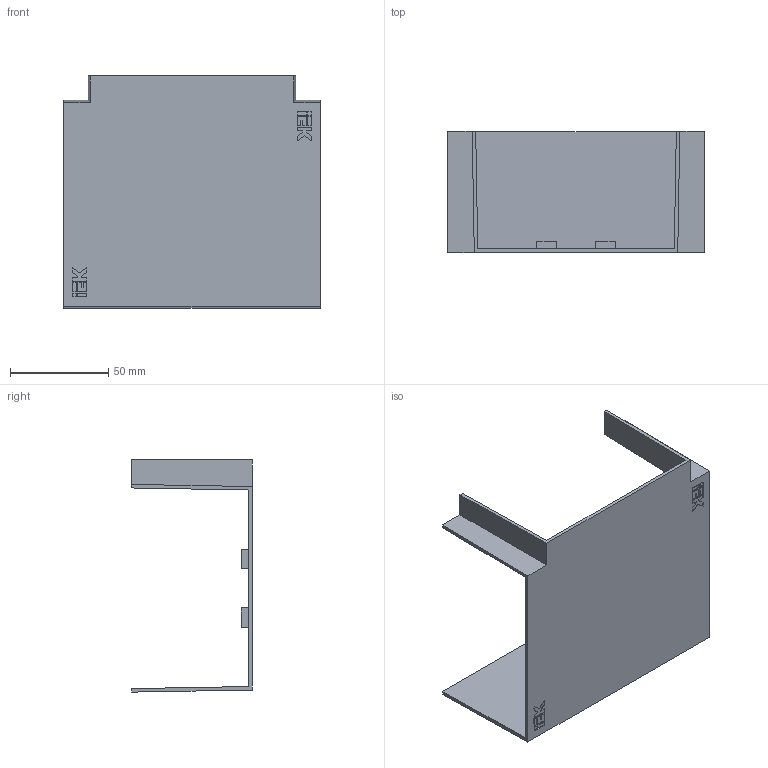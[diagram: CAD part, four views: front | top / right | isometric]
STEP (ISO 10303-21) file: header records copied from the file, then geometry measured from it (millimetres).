
FILE_DESCRIPTION (( 'STEP AP214' ), '1' );
FILE_NAME ('ÊÌÒ 100õ60 (2 î÷åðåäü)_èçì.1.STEP', '2016-06-24T11:14:35', ( '' ), ( '' ), 'SwSTEP 2.0', 'SolidWorks 2014', '' );
FILE_SCHEMA (( 'AUTOMOTIVE_DESIGN' ));
Length unit declared in the file: millimetre
Products named in the file (1): ÊÌÒ 100õ60 (2 î÷åðåäü)_èçì.1
Bounding box: 131 x 61.6 x 118.48 mm (x, y, z)
Volume: 47345.3 mm3; surface area: 54514.6 mm2
Topology: 1 solids, 1 shells, 306 faces, 825 edges, 550 vertices
Faces by surface type: plane 208, bspline 92, cylinder 6
Entity records: 12307 total; most frequent: CARTESIAN_POINT 5198, ORIENTED_EDGE 1650, DIRECTION 1083, EDGE_CURVE 825, VECTOR 629, LINE 629, VERTEX_POINT 550, EDGE_LOOP 335
